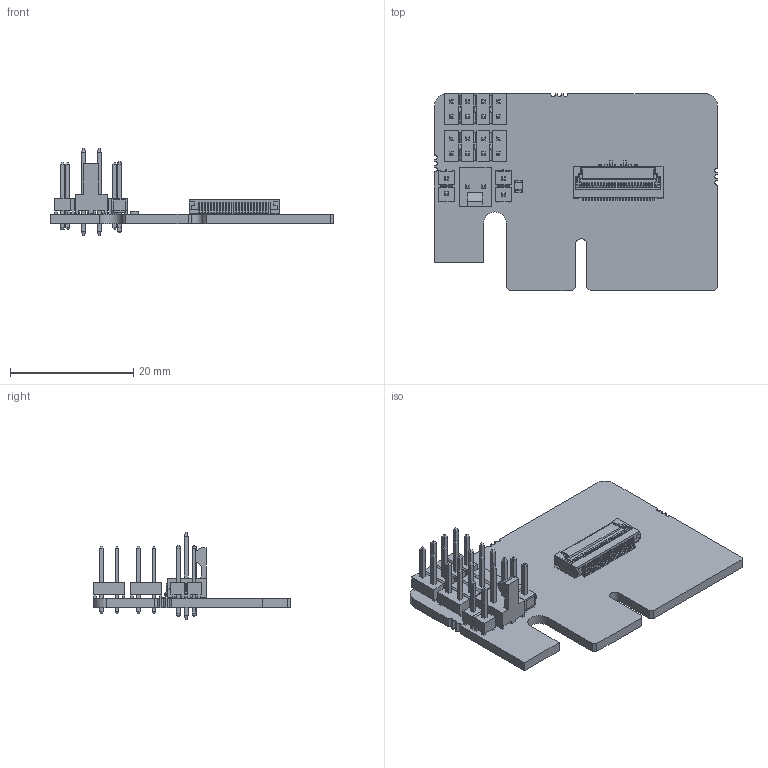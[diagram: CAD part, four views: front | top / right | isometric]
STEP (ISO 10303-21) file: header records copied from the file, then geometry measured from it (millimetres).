
FILE_DESCRIPTION(('Open CASCADE Model'),'2;1');
FILE_NAME('Open CASCADE Shape Model','2019-05-04T11:45:40',('Author'),( 'Open CASCADE'),'Open CASCADE STEP processor 6.8','Open CASCADE 6.8' ,'Unknown');
FILE_SCHEMA(('AUTOMOTIVE_DESIGN { 1 0 10303 214 1 1 1 1 }'));
Length unit declared in the file: millimetre
Products named in the file (28): PCB; Board; Open CASCADE STEP translator 6.8 6.1.1; Open CASCADE STEP translator 6.8 6.1.1.1; J3; SW3dPS-Molex_-_2-Pin_Header_with_Lock_(0.100in_pitch); SW3dPS-Molex_-_2-Pin_Header_with_Lock_(0.100in_pitch)_Molex_-_Header_
Base_with_Lock_(0.100in_pitch); SW3dPS-Molex_-_2-Pin_Header_with_Lock_(0.100in_pitch)_Molex_-_Header_
Pin; J5; TSW-104-07-F-D; _TSW-104-07-F-D_body; _T-1S6-07-TSW-1-07-4-D; J6; J7; TSW-102-07-G-S; _TSW-102-07-G-S_body; _T-1S6-07-TSW-1-07-2-S; J1; R1; ChipRes(0805); J2; 5022442430; Open CASCADE STEP translator 6.8 6.8.1.1; Open CASCADE STEP translator 6.8 6.8.1.2; Free-Models; User_Library-Header_Male_2Pin; User_Library-Header_Male_2Pin_PinArray; User_Library-Header_Male_2Pin_BodyArray
Assembly tree (30 placements, depth 4):
  PCB
    Board
      Open CASCADE STEP translator 6.8 6.1.1
        Open CASCADE STEP translator 6.8 6.1.1.1
    J3
      SW3dPS-Molex_-_2-Pin_Header_with_Lock_(0.100in_pitch)
        SW3dPS-Molex_-_2-Pin_Header_with_Lock_(0.100in_pitch)_Molex_-_Header_
Base_with_Lock_(0.100in_pitch)
        SW3dPS-Molex_-_2-Pin_Header_with_Lock_(0.100in_pitch)_Molex_-_Header_
Pin  x2
    J5
      TSW-104-07-F-D
        _TSW-104-07-F-D_body
        _T-1S6-07-TSW-1-07-4-D
    J6
      TSW-104-07-F-D
        _TSW-104-07-F-D_body
        _T-1S6-07-TSW-1-07-4-D
    J7
      TSW-102-07-G-S
        _TSW-102-07-G-S_body
        _T-1S6-07-TSW-1-07-2-S
    J1
      TSW-102-07-G-S
        _TSW-102-07-G-S_body
        _T-1S6-07-TSW-1-07-2-S
    R1
      ChipRes(0805)
    J2
      5022442430
        Open CASCADE STEP translator 6.8 6.8.1.1
        Open CASCADE STEP translator 6.8 6.8.1.2
    Free-Models
      User_Library-Header_Male_2Pin
        User_Library-Header_Male_2Pin_PinArray
        User_Library-Header_Male_2Pin_BodyArray
Bounding box: 45.95 x 31.96 x 14.22 mm (x, y, z)
Volume: 2750.8 mm3; surface area: 5281.2 mm2
Topology: 18 solids, 18 shells, 2584 faces, 7704 edges, 5127 vertices
Faces by surface type: plane 2234, cylinder 350
Full cylindrical faces by diameter (mm): 1 x22
Entity records: 76854 total; most frequent: CARTESIAN_POINT 13205, ORIENTED_EDGE 12968, DIRECTION 11652, EDGE_CURVE 6484, LINE 5880, VECTOR 5880, VERTEX_POINT 4215, AXIS2_PLACEMENT_3D 2886
